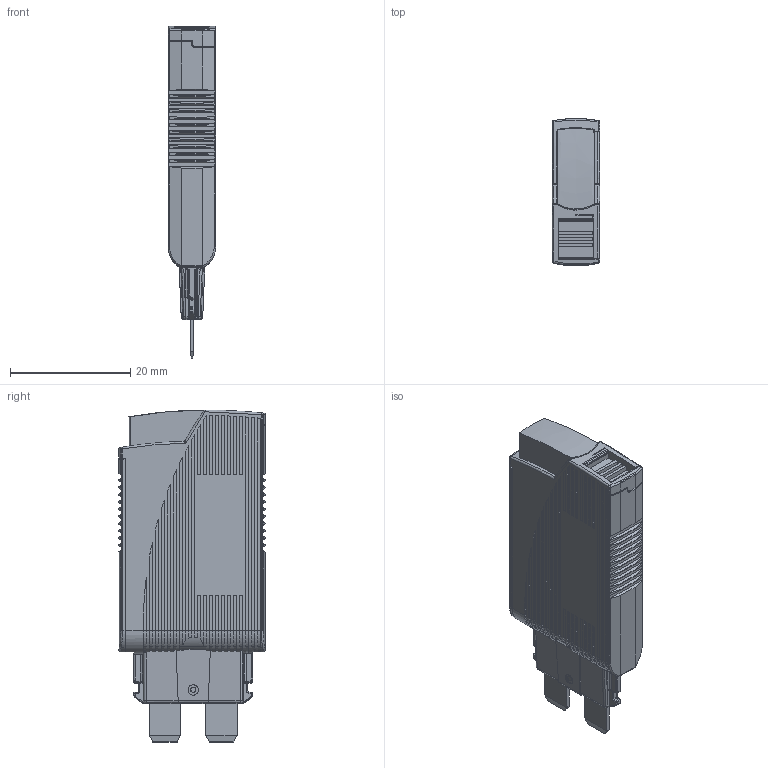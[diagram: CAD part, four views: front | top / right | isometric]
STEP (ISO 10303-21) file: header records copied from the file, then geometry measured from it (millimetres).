
FILE_DESCRIPTION(('CATIA V5R20 STEP214','CAx-IF Rec.Pracs.--- Model Styling and Organization---1.2---2011-12-15'),'2;1');
FILE_NAME ('13129052_2', '2018-06-15T09:15:37+00:00', ('Weidmueller Interface'), ('Weidmueller'), 'CATIA Version 5-6 Release 2014 SP4 HF52', 'CATIA V5 STEP AP214', 'none');
FILE_SCHEMA(('AUTOMOTIVE_DESIGN { 1 0 10303 214 1 1 1 1 }'));
Length unit declared in the file: millimetre
Products named in the file (1): 1278850000
Bounding box: 7.92 x 24.4 x 55.2 mm (x, y, z)
Volume: 7506.2 mm3; surface area: 4323.9 mm2
Topology: 4 solids, 4 shells, 954 faces, 2668 edges, 1729 vertices
Faces by surface type: plane 488, cylinder 389, bspline 35, torus 24, sphere 15, cone 2, extrusion 1
Entity records: 32752 total; most frequent: CARTESIAN_POINT 9550, ORIENTED_EDGE 5310, DIRECTION 3942, EDGE_CURVE 2655, VERTEX_POINT 1729, VECTOR 1588, LINE 1587, AXIS2_PLACEMENT_3D 1440
